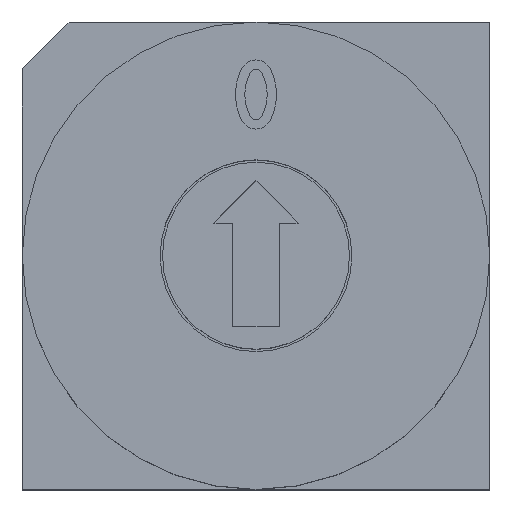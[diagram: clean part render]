
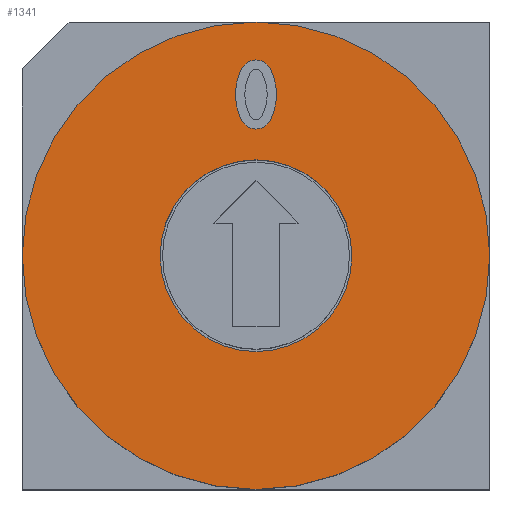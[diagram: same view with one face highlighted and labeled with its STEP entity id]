
A CAD part, top view. The second image highlights one B-rep face of the part: STEP entity #1341.
In plain terms, the highlighted planar face has unit normal (0, 0, 1).
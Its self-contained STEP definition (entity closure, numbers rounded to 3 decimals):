
#16=FACE_BOUND('',#252,.T.);
#17=FACE_BOUND('',#253,.T.);
#33=CIRCLE('',#1444,1.223);
#35=CIRCLE('',#1447,0.351);
#37=CIRCLE('',#1450,1.222);
#39=CIRCLE('',#1453,0.351);
#40=CIRCLE('',#1456,5.);
#41=CIRCLE('',#1457,2.05);
#164=FACE_OUTER_BOUND('',#251,.T.);
#251=EDGE_LOOP('',(#1105));
#252=EDGE_LOOP('',(#1106));
#253=EDGE_LOOP('',(#1107,#1108,#1109,#1110));
#642=VERTEX_POINT('',#2142);
#643=VERTEX_POINT('',#2144);
#645=VERTEX_POINT('',#2150);
#647=VERTEX_POINT('',#2156);
#648=VERTEX_POINT('',#2164);
#649=VERTEX_POINT('',#2166);
#800=EDGE_CURVE('',#643,#642,#33,.T.);
#803=EDGE_CURVE('',#645,#643,#35,.T.);
#806=EDGE_CURVE('',#647,#645,#37,.T.);
#809=EDGE_CURVE('',#642,#647,#39,.T.);
#810=EDGE_CURVE('',#648,#648,#40,.T.);
#811=EDGE_CURVE('',#649,#649,#41,.T.);
#1105=ORIENTED_EDGE('',*,*,#810,.F.);
#1106=ORIENTED_EDGE('',*,*,#811,.T.);
#1107=ORIENTED_EDGE('',*,*,#800,.T.);
#1108=ORIENTED_EDGE('',*,*,#809,.T.);
#1109=ORIENTED_EDGE('',*,*,#806,.T.);
#1110=ORIENTED_EDGE('',*,*,#803,.T.);
#1266=PLANE('',#1455);
#1341=ADVANCED_FACE('',(#164,#16,#17),#1266,.F.);
#1444=AXIS2_PLACEMENT_3D('',#2145,#1741,#1742);
#1447=AXIS2_PLACEMENT_3D('',#2151,#1748,#1749);
#1450=AXIS2_PLACEMENT_3D('',#2157,#1755,#1756);
#1453=AXIS2_PLACEMENT_3D('',#2161,#1762,#1763);
#1455=AXIS2_PLACEMENT_3D('',#2163,#1766,#1767);
#1456=AXIS2_PLACEMENT_3D('',#2165,#1768,#1769);
#1457=AXIS2_PLACEMENT_3D('',#2167,#1770,#1771);
#1741=DIRECTION('center_axis',(0.,0.,-1.));
#1742=DIRECTION('ref_axis',(-1.,0.,0.));
#1748=DIRECTION('center_axis',(0.,0.,-1.));
#1749=DIRECTION('ref_axis',(-0.002,-1.,0.));
#1755=DIRECTION('center_axis',(0.,0.,-1.));
#1756=DIRECTION('ref_axis',(1.,0.,0.));
#1762=DIRECTION('center_axis',(0.,0.,-1.));
#1763=DIRECTION('ref_axis',(-0.002,1.,0.));
#1766=DIRECTION('center_axis',(0.,0.,-1.));
#1767=DIRECTION('ref_axis',(-1.,0.,0.));
#1768=DIRECTION('center_axis',(0.,0.,-1.));
#1769=DIRECTION('ref_axis',(-1.,0.,0.));
#1770=DIRECTION('center_axis',(0.,0.,-1.));
#1771=DIRECTION('ref_axis',(1.,0.,0.));
#2142=CARTESIAN_POINT('',(-0.292,4.033,6.5));
#2144=CARTESIAN_POINT('',(-0.292,2.865,6.5));
#2145=CARTESIAN_POINT('Origin',(0.783,3.449,6.5));
#2150=CARTESIAN_POINT('',(0.291,2.864,6.5));
#2151=CARTESIAN_POINT('Origin',(0.,3.061,
6.5));
#2156=CARTESIAN_POINT('',(0.291,4.034,6.5));
#2157=CARTESIAN_POINT('Origin',(-0.782,3.449,6.5));
#2161=CARTESIAN_POINT('Origin',(0.,3.838,
6.5));
#2163=CARTESIAN_POINT('Origin',(0.,0.,
6.5));
#2164=CARTESIAN_POINT('',(-5.,0.,6.5));
#2165=CARTESIAN_POINT('Origin',(0.,0.,
6.5));
#2166=CARTESIAN_POINT('',(2.05,0.,6.5));
#2167=CARTESIAN_POINT('Origin',(0.,0.,
6.5));
